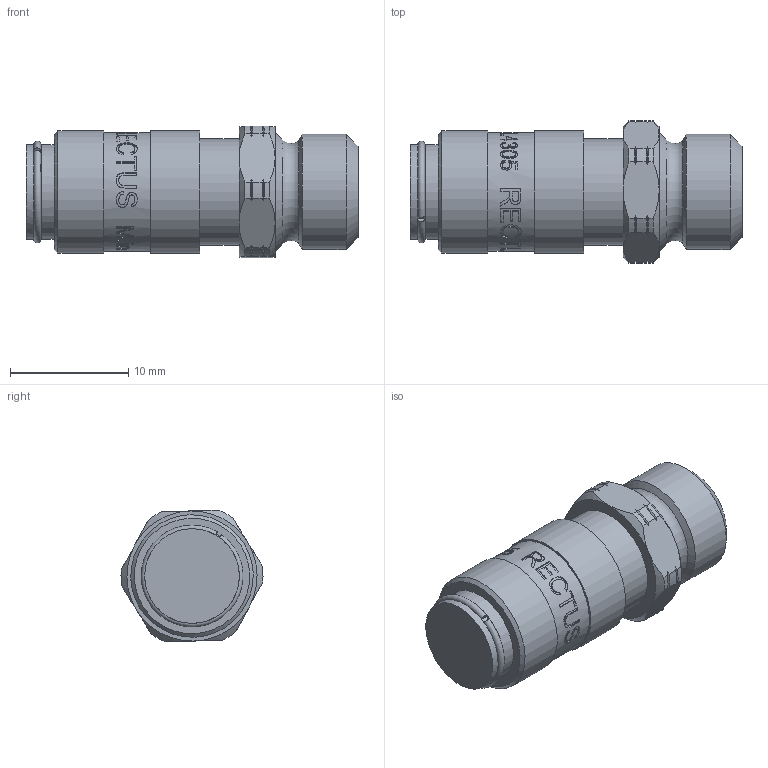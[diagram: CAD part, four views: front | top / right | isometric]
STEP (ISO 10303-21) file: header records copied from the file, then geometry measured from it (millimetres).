
FILE_DESCRIPTION((''),'2;1');
FILE_NAME('20kbaw10rvx.stp','2015-01-07T12:46:27',('SSC01480'),(''),'Autodesk Inventor 2013','Autodesk Inventor 2013','');
FILE_SCHEMA(('AUTOMOTIVE_DESIGN { 1 0 10303 214 1 1 1 1 }'));
Length unit declared in the file: millimetre
Products named in the file (1): D113102
Bounding box: 28.05 x 12 x 11.13 mm (x, y, z)
Volume: 2009 mm3; surface area: 1930.6 mm2
Topology: 2 solids, 3 shells, 439 faces, 1162 edges, 765 vertices
Faces by surface type: bspline 170, plane 145, cylinder 68, cone 51, torus 5
Full cylindrical faces by diameter (mm): 7.619 x2, 7.8 x1, 8 x5, 8.1 x1, 8.15 x2, 9 x1, 9.15 x1, 9.2 x1, 9.728 x1, 10 x1, 10.35 x2
Entity records: 53800 total; most frequent: CARTESIAN_POINT 44127, ORIENTED_EDGE 2226, DIRECTION 1286, EDGE_CURVE 1113, VERTEX_POINT 754, EDGE_LOOP 520, B_SPLINE_CURVE_WITH_KNOTS 470, AXIS2_PLACEMENT_3D 445
